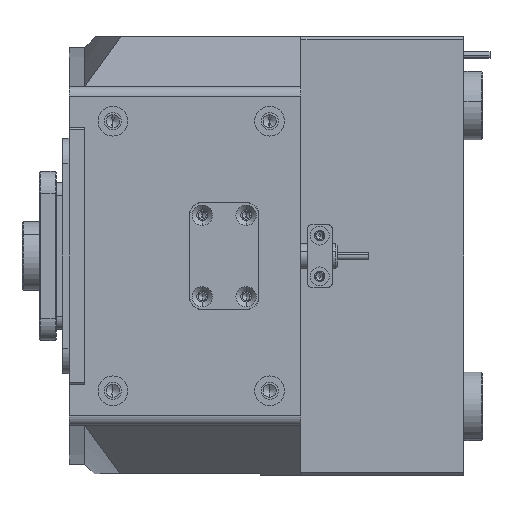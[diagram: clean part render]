
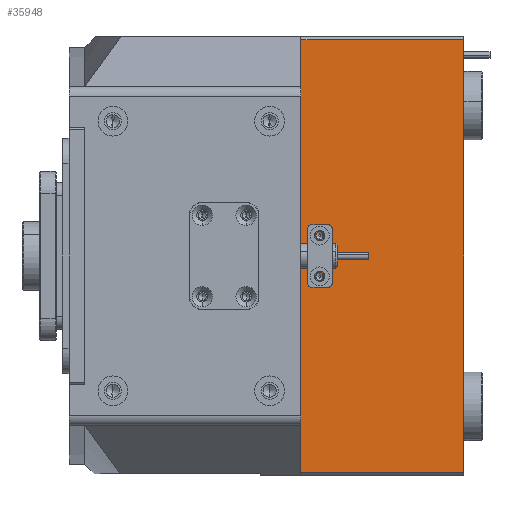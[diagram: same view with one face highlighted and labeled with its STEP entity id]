
A CAD part, left-side view. The second image highlights one B-rep face of the part: STEP entity #35948.
In plain terms, the highlighted planar face has unit normal (-1, 0, 0).
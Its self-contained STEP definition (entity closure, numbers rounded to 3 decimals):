
#432 = CARTESIAN_POINT ( 'NONE',  ( -107., -71.5, -69. ) ) ;
#917 = LINE ( 'NONE', #45556, #25611 ) ;
#1814 = CARTESIAN_POINT ( 'NONE',  ( -107., -25.5, 5.25 ) ) ;
#2558 = EDGE_CURVE ( 'NONE', #25359, #30324, #26786, .T. ) ;
#2788 = CARTESIAN_POINT ( 'NONE',  ( -107., -19.5, 69. ) ) ;
#3344 = DIRECTION ( 'NONE',  ( -1., 0., 0. ) ) ;
#3706 = CARTESIAN_POINT ( 'NONE',  ( -107., -25.5, -5.25 ) ) ;
#3901 = ORIENTED_EDGE ( 'NONE', *, *, #45604, .F. ) ;
#4927 = DIRECTION ( 'NONE',  ( 0., 0., 1. ) ) ;
#6150 = CARTESIAN_POINT ( 'NONE',  ( -107., -19.5, -69. ) ) ;
#7495 = VERTEX_POINT ( 'NONE', #6150 ) ;
#8096 = VERTEX_POINT ( 'NONE', #2788 ) ;
#8185 = CARTESIAN_POINT ( 'NONE',  ( -107., -71.5, 69. ) ) ;
#8970 = AXIS2_PLACEMENT_3D ( 'NONE', #47853, #24769, #24261 ) ;
#9206 = VECTOR ( 'NONE', #43008, 1000. ) ;
#9723 = EDGE_CURVE ( 'NONE', #8096, #7495, #917, .T. ) ;
#10048 = ORIENTED_EDGE ( 'NONE', *, *, #47173, .F. ) ;
#10167 = FACE_OUTER_BOUND ( 'NONE', #33956, .T. ) ;
#10239 = CIRCLE ( 'NONE', #47244, 1.25 ) ;
#11408 = EDGE_CURVE ( 'NONE', #28202, #23474, #20656, .T. ) ;
#12636 = CARTESIAN_POINT ( 'NONE',  ( -107., -25.5, 6.5 ) ) ;
#13495 = ORIENTED_EDGE ( 'NONE', *, *, #2558, .F. ) ;
#14373 = ORIENTED_EDGE ( 'NONE', *, *, #9723, .T. ) ;
#15206 = CIRCLE ( 'NONE', #27792, 1.25 ) ;
#16935 = FACE_BOUND ( 'NONE', #29009, .T. ) ;
#17450 = CARTESIAN_POINT ( 'NONE',  ( -107., -25.5, -6.5 ) ) ;
#17841 = ORIENTED_EDGE ( 'NONE', *, *, #11408, .F. ) ;
#18463 = LINE ( 'NONE', #8185, #9206 ) ;
#18857 = DIRECTION ( 'NONE',  ( -1., 0., 0. ) ) ;
#19508 = AXIS2_PLACEMENT_3D ( 'NONE', #17450, #18857, #4927 ) ;
#19530 = VECTOR ( 'NONE', #47176, 1000. ) ;
#20335 = CARTESIAN_POINT ( 'NONE',  ( -107., -25.5, 7.75 ) ) ;
#20543 = DIRECTION ( 'NONE',  ( -1., 0., 0. ) ) ;
#20656 = CIRCLE ( 'NONE', #48487, 1.25 ) ;
#21277 = CARTESIAN_POINT ( 'NONE',  ( -107., -25.5, 6.5 ) ) ;
#22113 = ORIENTED_EDGE ( 'NONE', *, *, #45349, .F. ) ;
#23372 = VERTEX_POINT ( 'NONE', #35984 ) ;
#23474 = VERTEX_POINT ( 'NONE', #1814 ) ;
#23696 = EDGE_CURVE ( 'NONE', #33989, #8096, #18463, .T. ) ;
#24261 = DIRECTION ( 'NONE',  ( 0., 1., 0. ) ) ;
#24769 = DIRECTION ( 'NONE',  ( 1., 0., 0. ) ) ;
#25263 = DIRECTION ( 'NONE',  ( 0., 0., 1. ) ) ;
#25359 = VERTEX_POINT ( 'NONE', #3706 ) ;
#25611 = VECTOR ( 'NONE', #33161, 1000. ) ;
#25815 = ORIENTED_EDGE ( 'NONE', *, *, #23696, .T. ) ;
#26506 = CARTESIAN_POINT ( 'NONE',  ( -107., -71.5, 70. ) ) ;
#26786 = CIRCLE ( 'NONE', #19508, 1.25 ) ;
#27792 = AXIS2_PLACEMENT_3D ( 'NONE', #21277, #29070, #25263 ) ;
#28139 = DIRECTION ( 'NONE',  ( 0., 0., 1. ) ) ;
#28202 = VERTEX_POINT ( 'NONE', #20335 ) ;
#29009 = EDGE_LOOP ( 'NONE', ( #13495, #3901 ) ) ;
#29070 = DIRECTION ( 'NONE',  ( -1., 0., 0. ) ) ;
#29819 = DIRECTION ( 'NONE',  ( 0., 0., -1. ) ) ;
#30039 = LINE ( 'NONE', #432, #19530 ) ;
#30324 = VERTEX_POINT ( 'NONE', #49984 ) ;
#33161 = DIRECTION ( 'NONE',  ( 0., 0., -1. ) ) ;
#33608 = ORIENTED_EDGE ( 'NONE', *, *, #45151, .T. ) ;
#33956 = EDGE_LOOP ( 'NONE', ( #14373, #33608, #10048, #25815 ) ) ;
#33989 = VERTEX_POINT ( 'NONE', #45223 ) ;
#34577 = CARTESIAN_POINT ( 'NONE',  ( -107., -25.5, -6.5 ) ) ;
#35948 = ADVANCED_FACE ( 'NONE', ( #16935, #50241, #10167 ), #36516, .F. ) ;
#35984 = CARTESIAN_POINT ( 'NONE',  ( -107., -71.5, -69. ) ) ;
#36516 = PLANE ( 'NONE',  #8970 ) ;
#37690 = EDGE_LOOP ( 'NONE', ( #17841, #22113 ) ) ;
#41562 = LINE ( 'NONE', #26506, #48320 ) ;
#43008 = DIRECTION ( 'NONE',  ( 0., 1., 0. ) ) ;
#45151 = EDGE_CURVE ( 'NONE', #7495, #23372, #30039, .T. ) ;
#45223 = CARTESIAN_POINT ( 'NONE',  ( -107., -71.5, 69. ) ) ;
#45349 = EDGE_CURVE ( 'NONE', #23474, #28202, #15206, .T. ) ;
#45556 = CARTESIAN_POINT ( 'NONE',  ( -107., -19.5, 70. ) ) ;
#45604 = EDGE_CURVE ( 'NONE', #30324, #25359, #10239, .T. ) ;
#47173 = EDGE_CURVE ( 'NONE', #33989, #23372, #41562, .T. ) ;
#47176 = DIRECTION ( 'NONE',  ( 0., -1., 0. ) ) ;
#47244 = AXIS2_PLACEMENT_3D ( 'NONE', #34577, #3344, #50610 ) ;
#47853 = CARTESIAN_POINT ( 'NONE',  ( -107., -71.5, 70. ) ) ;
#48320 = VECTOR ( 'NONE', #29819, 1000. ) ;
#48487 = AXIS2_PLACEMENT_3D ( 'NONE', #12636, #20543, #28139 ) ;
#49984 = CARTESIAN_POINT ( 'NONE',  ( -107., -25.5, -7.75 ) ) ;
#50241 = FACE_BOUND ( 'NONE', #37690, .T. ) ;
#50610 = DIRECTION ( 'NONE',  ( 0., 0., 1. ) ) ;
